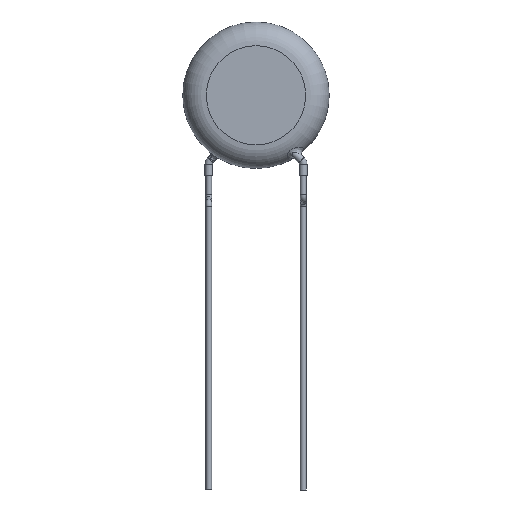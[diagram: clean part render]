
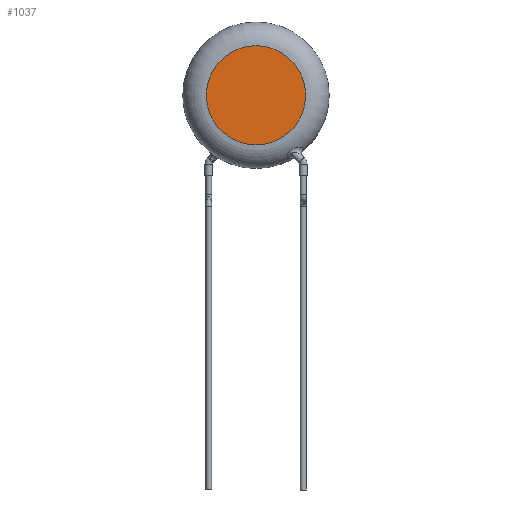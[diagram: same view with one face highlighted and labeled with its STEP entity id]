
A CAD part, front view. The second image highlights one B-rep face of the part: STEP entity #1037.
In plain terms, the highlighted planar face has unit normal (0, -1, 0).
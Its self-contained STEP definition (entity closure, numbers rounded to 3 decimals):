
#655=CARTESIAN_POINT('',(0.,-1.7,5.25));
#656=VERTEX_POINT('',#655);
#657=CARTESIAN_POINT('',(0.,-1.7,0.));
#658=DIRECTION('',(0.0,1.0,0.0));
#659=DIRECTION('',(0.0,0.0,-1.0));
#660=AXIS2_PLACEMENT_3D('',#657,#658,#659);
#661=CIRCLE('',#660,5.25);
#662=EDGE_CURVE('',#656,#656,#661,.T.);
#1029=CARTESIAN_POINT('',(0.,-1.7,0.));
#1030=DIRECTION('',(0.0,-1.0,0.0));
#1031=DIRECTION('',(0.0,0.0,1.0));
#1032=AXIS2_PLACEMENT_3D('',#1029,#1030,#1031);
#1033=PLANE('',#1032);
#1034=ORIENTED_EDGE('',*,*,#662,.F.);
#1035=EDGE_LOOP('',(#1034));
#1036=FACE_OUTER_BOUND('',#1035,.T.);
#1037=ADVANCED_FACE('',(#1036),#1033,.T.);
